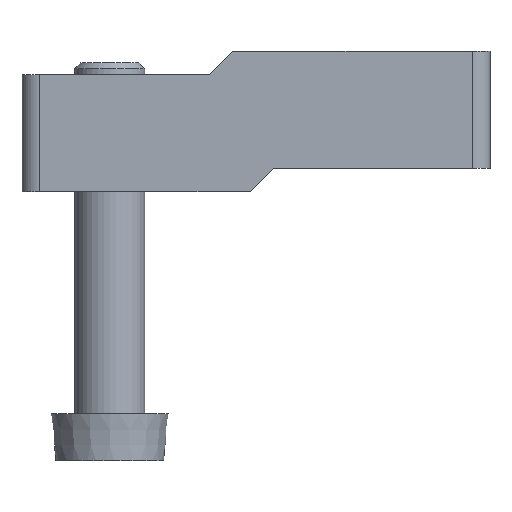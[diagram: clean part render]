
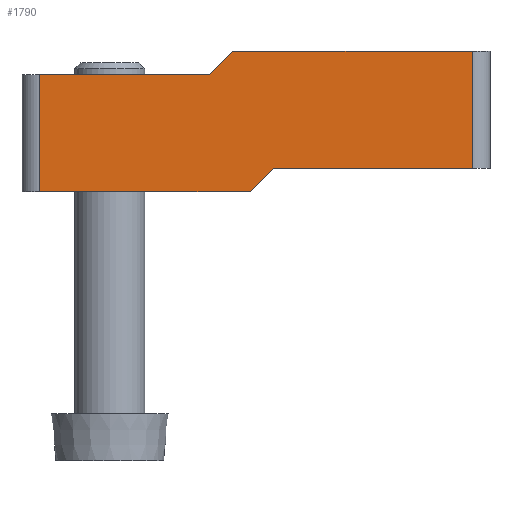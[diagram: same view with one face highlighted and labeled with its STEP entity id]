
A CAD part, front view. The second image highlights one B-rep face of the part: STEP entity #1790.
In plain terms, the highlighted planar face has unit normal (0, -1, 0).
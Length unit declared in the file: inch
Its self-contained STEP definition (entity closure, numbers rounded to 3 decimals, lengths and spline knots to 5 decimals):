
#72 = VERTEX_POINT ( 'NONE', #1775 ) ;
#95 = LINE ( 'NONE', #859, #1042 ) ;
#125 = EDGE_CURVE ( 'NONE', #1946, #1885, #1103, .T. ) ;
#158 = VECTOR ( 'NONE', #1219, 39.37008 ) ;
#193 = ORIENTED_EDGE ( 'NONE', *, *, #876, .T. ) ;
#229 = VERTEX_POINT ( 'NONE', #2289 ) ;
#230 = CARTESIAN_POINT ( 'NONE',  ( 2.42126, 0.72835, 0.27962 ) ) ;
#240 = CARTESIAN_POINT ( 'NONE',  ( 3.36614, 0.72835, -0.03534 ) ) ;
#259 = EDGE_CURVE ( 'NONE', #1885, #229, #541, .T. ) ;
#303 = LINE ( 'NONE', #509, #2520 ) ;
#316 = CARTESIAN_POINT ( 'NONE',  ( 2.42126, 0.72835, 0.27962 ) ) ;
#367 = ORIENTED_EDGE ( 'NONE', *, *, #1303, .T. ) ;
#378 = LINE ( 'NONE', #2178, #771 ) ;
#383 = EDGE_CURVE ( 'NONE', #72, #1928, #95, .T. ) ;
#509 = CARTESIAN_POINT ( 'NONE',  ( 1.85039, 0.72835, 0.35836 ) ) ;
#541 = LINE ( 'NONE', #2273, #158 ) ;
#571 = DIRECTION ( 'NONE',  ( 0.707, 0., 0.707 ) ) ;
#616 = DIRECTION ( 'NONE',  ( 0., 0., 1. ) ) ;
#646 = DIRECTION ( 'NONE',  ( 0., 0., 1. ) ) ;
#680 = ORIENTED_EDGE ( 'NONE', *, *, #1361, .T. ) ;
#715 = FACE_OUTER_BOUND ( 'NONE', #2092, .T. ) ;
#717 = CARTESIAN_POINT ( 'NONE',  ( 2.57874, 0.72835, 0.35836 ) ) ;
#738 = DIRECTION ( 'NONE',  ( -0.707, 0., -0.707 ) ) ;
#744 = AXIS2_PLACEMENT_3D ( 'NONE', #1730, #2341, #646 ) ;
#754 = DIRECTION ( 'NONE',  ( -1., 0., 0. ) ) ;
#771 = VECTOR ( 'NONE', #2402, 39.37008 ) ;
#814 = EDGE_CURVE ( 'NONE', #2194, #2486, #378, .T. ) ;
#859 = CARTESIAN_POINT ( 'NONE',  ( 3.30709, 0.72835, 0.35836 ) ) ;
#876 = EDGE_CURVE ( 'NONE', #2194, #2340, #1906, .T. ) ;
#928 = DIRECTION ( 'NONE',  ( 0., 0., -1. ) ) ;
#1042 = VECTOR ( 'NONE', #616, 39.37008 ) ;
#1052 = ORIENTED_EDGE ( 'NONE', *, *, #259, .T. ) ;
#1103 = LINE ( 'NONE', #316, #2710 ) ;
#1108 = DIRECTION ( 'NONE',  ( 1., 0., 0. ) ) ;
#1120 = ORIENTED_EDGE ( 'NONE', *, *, #814, .F. ) ;
#1126 = LINE ( 'NONE', #240, #2390 ) ;
#1219 = DIRECTION ( 'NONE',  ( -1., 0., 0. ) ) ;
#1249 = ORIENTED_EDGE ( 'NONE', *, *, #383, .T. ) ;
#1303 = EDGE_CURVE ( 'NONE', #2340, #72, #1126, .T. ) ;
#1317 = PLANE ( 'NONE',  #744 ) ;
#1338 = VECTOR ( 'NONE', #571, 39.37008 ) ;
#1361 = EDGE_CURVE ( 'NONE', #229, #2486, #303, .T. ) ;
#1433 = CARTESIAN_POINT ( 'NONE',  ( 2.55906, 0.72835, -0.11408 ) ) ;
#1496 = CARTESIAN_POINT ( 'NONE',  ( 2.6378, 0.72835, -0.03534 ) ) ;
#1507 = EDGE_CURVE ( 'NONE', #1928, #1946, #1898, .T. ) ;
#1591 = CARTESIAN_POINT ( 'NONE',  ( 1.85039, 0.72835, -0.11408 ) ) ;
#1730 = CARTESIAN_POINT ( 'NONE',  ( 1.85039, 0.72835, 0.35836 ) ) ;
#1775 = CARTESIAN_POINT ( 'NONE',  ( 3.30709, 0.72835, -0.03534 ) ) ;
#1790 = ADVANCED_FACE ( 'NONE', ( #715 ), #1317, .T. ) ;
#1859 = CARTESIAN_POINT ( 'NONE',  ( 2.6378, 0.72835, -0.03534 ) ) ;
#1885 = VERTEX_POINT ( 'NONE', #230 ) ;
#1898 = LINE ( 'NONE', #717, #1929 ) ;
#1906 = LINE ( 'NONE', #1859, #1338 ) ;
#1928 = VERTEX_POINT ( 'NONE', #2379 ) ;
#1929 = VECTOR ( 'NONE', #754, 39.37008 ) ;
#1946 = VERTEX_POINT ( 'NONE', #2189 ) ;
#2061 = ORIENTED_EDGE ( 'NONE', *, *, #1507, .T. ) ;
#2092 = EDGE_LOOP ( 'NONE', ( #680, #1120, #193, #367, #1249, #2061, #2281, #1052 ) ) ;
#2178 = CARTESIAN_POINT ( 'NONE',  ( 2.57874, 0.72835, -0.11408 ) ) ;
#2189 = CARTESIAN_POINT ( 'NONE',  ( 2.5, 0.72835, 0.35836 ) ) ;
#2194 = VERTEX_POINT ( 'NONE', #1433 ) ;
#2273 = CARTESIAN_POINT ( 'NONE',  ( 1.79134, 0.72835, 0.27962 ) ) ;
#2281 = ORIENTED_EDGE ( 'NONE', *, *, #125, .T. ) ;
#2289 = CARTESIAN_POINT ( 'NONE',  ( 1.85039, 0.72835, 0.27962 ) ) ;
#2340 = VERTEX_POINT ( 'NONE', #1496 ) ;
#2341 = DIRECTION ( 'NONE',  ( 0., -1., 0. ) ) ;
#2379 = CARTESIAN_POINT ( 'NONE',  ( 3.30709, 0.72835, 0.35836 ) ) ;
#2390 = VECTOR ( 'NONE', #1108, 39.37008 ) ;
#2402 = DIRECTION ( 'NONE',  ( -1., 0., 0. ) ) ;
#2486 = VERTEX_POINT ( 'NONE', #1591 ) ;
#2520 = VECTOR ( 'NONE', #928, 39.37008 ) ;
#2710 = VECTOR ( 'NONE', #738, 39.37008 ) ;
